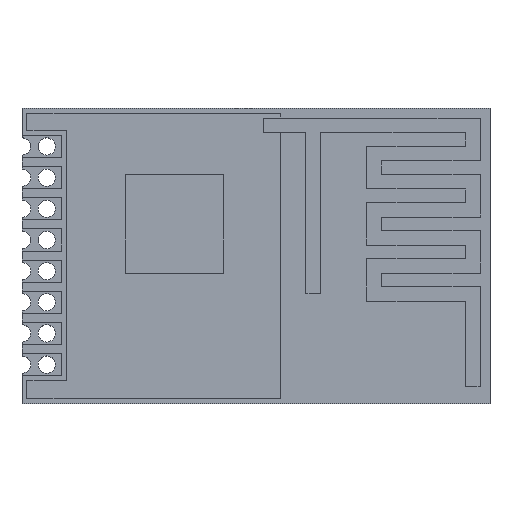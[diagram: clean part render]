
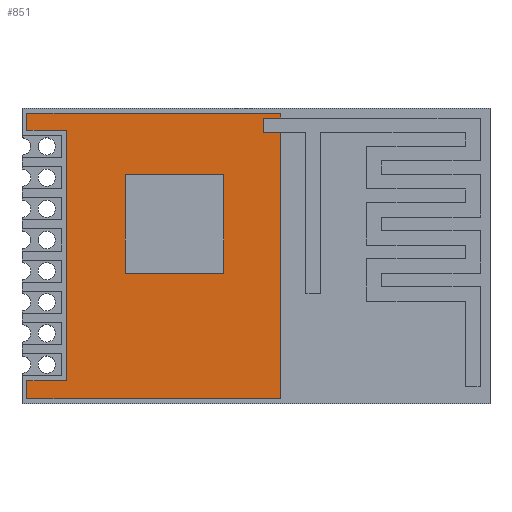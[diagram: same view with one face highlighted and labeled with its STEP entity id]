
A CAD part, top view. The second image highlights one B-rep face of the part: STEP entity #851.
In plain terms, the highlighted planar face has unit normal (0, 0, 1).
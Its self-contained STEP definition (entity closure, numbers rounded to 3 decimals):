
#851=ADVANCED_FACE('',(#1059,#1060),#963,.T.);
#963=PLANE('',#2975);
#1059=FACE_BOUND('',#1104,.T.);
#1060=FACE_BOUND('',#1105,.T.);
#1104=EDGE_LOOP('',(#1242,#1243,#1244,#1245));
#1105=EDGE_LOOP('',(#1246,#1247,#1248,#1249,#1250,#1251,#1252,#1253,#1254,
#1255,#1256,#1257));
#1242=ORIENTED_EDGE('',*,*,#2090,.F.);
#1243=ORIENTED_EDGE('',*,*,#2091,.F.);
#1244=ORIENTED_EDGE('',*,*,#2092,.F.);
#1245=ORIENTED_EDGE('',*,*,#2093,.F.);
#1246=ORIENTED_EDGE('',*,*,#2094,.T.);
#1247=ORIENTED_EDGE('',*,*,#2095,.T.);
#1248=ORIENTED_EDGE('',*,*,#2096,.T.);
#1249=ORIENTED_EDGE('',*,*,#2097,.T.);
#1250=ORIENTED_EDGE('',*,*,#2098,.T.);
#1251=ORIENTED_EDGE('',*,*,#2099,.T.);
#1252=ORIENTED_EDGE('',*,*,#2100,.T.);
#1253=ORIENTED_EDGE('',*,*,#2101,.T.);
#1254=ORIENTED_EDGE('',*,*,#2102,.T.);
#1255=ORIENTED_EDGE('',*,*,#2103,.T.);
#1256=ORIENTED_EDGE('',*,*,#2104,.T.);
#1257=ORIENTED_EDGE('',*,*,#2105,.T.);
#1874=VERTEX_POINT('',#3695);
#1875=VERTEX_POINT('',#3696);
#1876=VERTEX_POINT('',#3698);
#1877=VERTEX_POINT('',#3700);
#1878=VERTEX_POINT('',#3703);
#1879=VERTEX_POINT('',#3704);
#1880=VERTEX_POINT('',#3706);
#1881=VERTEX_POINT('',#3708);
#1882=VERTEX_POINT('',#3710);
#1883=VERTEX_POINT('',#3712);
#1884=VERTEX_POINT('',#3714);
#1885=VERTEX_POINT('',#3716);
#1886=VERTEX_POINT('',#3718);
#1887=VERTEX_POINT('',#3720);
#1888=VERTEX_POINT('',#3722);
#1889=VERTEX_POINT('',#3724);
#2090=EDGE_CURVE('',#1874,#1875,#2406,.T.);
#2091=EDGE_CURVE('',#1876,#1874,#2407,.T.);
#2092=EDGE_CURVE('',#1877,#1876,#2408,.T.);
#2093=EDGE_CURVE('',#1875,#1877,#2409,.T.);
#2094=EDGE_CURVE('',#1878,#1879,#2410,.T.);
#2095=EDGE_CURVE('',#1879,#1880,#2411,.T.);
#2096=EDGE_CURVE('',#1880,#1881,#2412,.T.);
#2097=EDGE_CURVE('',#1881,#1882,#2413,.T.);
#2098=EDGE_CURVE('',#1882,#1883,#2414,.T.);
#2099=EDGE_CURVE('',#1883,#1884,#2415,.T.);
#2100=EDGE_CURVE('',#1884,#1885,#2416,.T.);
#2101=EDGE_CURVE('',#1885,#1886,#2417,.T.);
#2102=EDGE_CURVE('',#1886,#1887,#2418,.T.);
#2103=EDGE_CURVE('',#1887,#1888,#2419,.T.);
#2104=EDGE_CURVE('',#1888,#1889,#2420,.T.);
#2105=EDGE_CURVE('',#1889,#1878,#2421,.T.);
#2406=LINE('',#3694,#2690);
#2407=LINE('',#3697,#2691);
#2408=LINE('',#3699,#2692);
#2409=LINE('',#3701,#2693);
#2410=LINE('',#3702,#2694);
#2411=LINE('',#3705,#2695);
#2412=LINE('',#3707,#2696);
#2413=LINE('',#3709,#2697);
#2414=LINE('',#3711,#2698);
#2415=LINE('',#3713,#2699);
#2416=LINE('',#3715,#2700);
#2417=LINE('',#3717,#2701);
#2418=LINE('',#3719,#2702);
#2419=LINE('',#3721,#2703);
#2420=LINE('',#3723,#2704);
#2421=LINE('',#3725,#2705);
#2690=VECTOR('',#3121,1.);
#2691=VECTOR('',#3122,1.);
#2692=VECTOR('',#3123,1.);
#2693=VECTOR('',#3124,1.);
#2694=VECTOR('',#3125,1.);
#2695=VECTOR('',#3126,1.);
#2696=VECTOR('',#3127,1.);
#2697=VECTOR('',#3128,1.);
#2698=VECTOR('',#3129,1.);
#2699=VECTOR('',#3130,1.);
#2700=VECTOR('',#3131,1.);
#2701=VECTOR('',#3132,1.);
#2702=VECTOR('',#3133,1.);
#2703=VECTOR('',#3134,1.);
#2704=VECTOR('',#3135,1.);
#2705=VECTOR('',#3136,1.);
#2975=AXIS2_PLACEMENT_3D('',#3726,#3137,#3138);
#3121=DIRECTION('',(0.,-1.,0.));
#3122=DIRECTION('',(-1.,0.,0.));
#3123=DIRECTION('',(0.,1.,0.));
#3124=DIRECTION('',(1.,0.,0.));
#3125=DIRECTION('',(0.,1.,0.));
#3126=DIRECTION('',(-1.,0.,0.));
#3127=DIRECTION('',(0.,1.,0.));
#3128=DIRECTION('',(1.,0.,0.));
#3129=DIRECTION('',(0.,1.,0.));
#3130=DIRECTION('',(-1.,0.,0.));
#3131=DIRECTION('',(0.,-1.,0.));
#3132=DIRECTION('',(1.,0.,0.));
#3133=DIRECTION('',(0.,-1.,0.));
#3134=DIRECTION('',(-1.,0.,0.));
#3135=DIRECTION('',(0.,-1.,0.));
#3136=DIRECTION('',(1.,0.,0.));
#3137=DIRECTION('',(0.,0.,1.));
#3138=DIRECTION('',(1.,0.,0.));
#3694=CARTESIAN_POINT('',(-5.3,3.3,1.018));
#3695=CARTESIAN_POINT('',(-5.3,3.3,1.018));
#3696=CARTESIAN_POINT('',(-5.3,-0.7,1.018));
#3697=CARTESIAN_POINT('',(-1.3,3.3,1.018));
#3698=CARTESIAN_POINT('',(-1.3,3.3,1.018));
#3699=CARTESIAN_POINT('',(-1.3,-0.7,1.018));
#3700=CARTESIAN_POINT('',(-1.3,-0.7,1.018));
#3701=CARTESIAN_POINT('',(-5.3,-0.7,1.018));
#3702=CARTESIAN_POINT('',(1.,-5.8,1.018));
#3703=CARTESIAN_POINT('',(1.,-5.8,1.018));
#3704=CARTESIAN_POINT('',(1.,5.,1.018));
#3705=CARTESIAN_POINT('',(0.,5.,1.018));
#3706=CARTESIAN_POINT('',(0.3,5.,1.018));
#3707=CARTESIAN_POINT('',(0.3,0.,1.018));
#3708=CARTESIAN_POINT('',(0.3,5.6,1.018));
#3709=CARTESIAN_POINT('',(0.,5.6,1.018));
#3710=CARTESIAN_POINT('',(1.,5.6,1.018));
#3711=CARTESIAN_POINT('',(1.,-5.8,1.018));
#3712=CARTESIAN_POINT('',(1.,5.8,1.018));
#3713=CARTESIAN_POINT('',(1.,5.8,1.018));
#3714=CARTESIAN_POINT('',(-9.3,5.8,1.018));
#3715=CARTESIAN_POINT('',(-9.3,5.8,1.018));
#3716=CARTESIAN_POINT('',(-9.3,5.095,1.018));
#3717=CARTESIAN_POINT('',(-9.3,5.095,1.018));
#3718=CARTESIAN_POINT('',(-7.7,5.095,1.018));
#3719=CARTESIAN_POINT('',(-7.7,5.095,1.018));
#3720=CARTESIAN_POINT('',(-7.7,-5.06,1.018));
#3721=CARTESIAN_POINT('',(-7.7,-5.06,1.018));
#3722=CARTESIAN_POINT('',(-9.3,-5.06,1.018));
#3723=CARTESIAN_POINT('',(-9.3,-5.06,1.018));
#3724=CARTESIAN_POINT('',(-9.3,-5.8,1.018));
#3725=CARTESIAN_POINT('',(-9.3,-5.8,1.018));
#3726=CARTESIAN_POINT('',(0.,0.,1.018));
